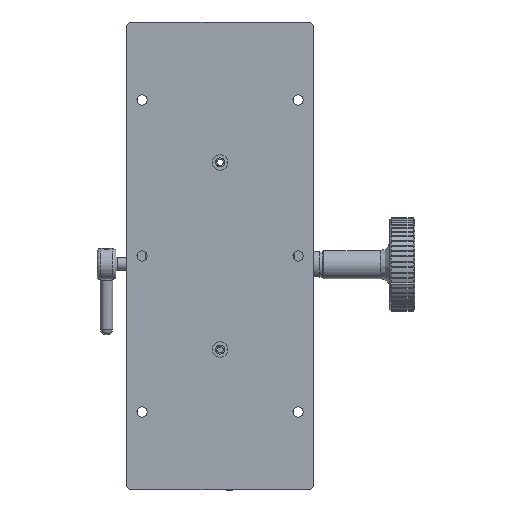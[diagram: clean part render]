
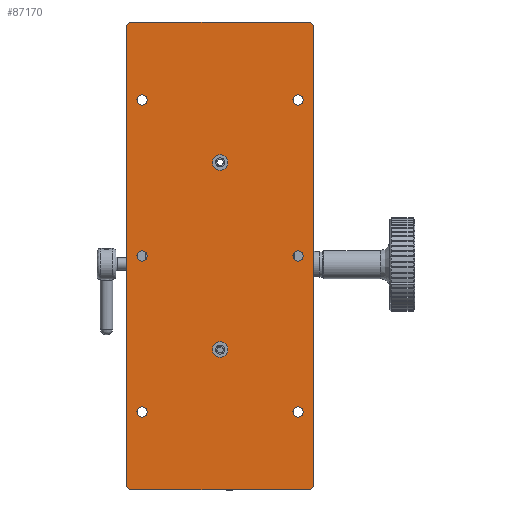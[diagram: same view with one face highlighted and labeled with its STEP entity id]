
A CAD part, front view. The second image highlights one B-rep face of the part: STEP entity #87170.
In plain terms, the highlighted planar face has unit normal (0, -1, 0).
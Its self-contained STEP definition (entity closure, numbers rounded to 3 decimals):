
#103 = CARTESIAN_POINT ( 'NONE',  ( 35.502, 57.103, 13.823 ) ) ;
#255 = DIRECTION ( 'NONE',  ( -1., 0., 0. ) ) ;
#374 = LINE ( 'NONE', #31070, #55233 ) ;
#974 = AXIS2_PLACEMENT_3D ( 'NONE', #34827, #3118, #34335 ) ;
#2333 = VERTEX_POINT ( 'NONE', #95917 ) ;
#2796 = EDGE_LOOP ( 'NONE', ( #41525 ) ) ;
#3118 = DIRECTION ( 'NONE',  ( 0., -1., 0. ) ) ;
#4709 = AXIS2_PLACEMENT_3D ( 'NONE', #36064, #21696, #84100 ) ;
#5353 = EDGE_LOOP ( 'NONE', ( #34845 ) ) ;
#5745 = EDGE_CURVE ( 'NONE', #76038, #26980, #7831, .T. ) ;
#6803 = EDGE_CURVE ( 'NONE', #79972, #76038, #19048, .T. ) ;
#7523 = FACE_BOUND ( 'NONE', #71891, .T. ) ;
#7831 = LINE ( 'NONE', #87122, #94412 ) ;
#7907 = VECTOR ( 'NONE', #38108, 1000. ) ;
#8007 = CIRCLE ( 'NONE', #21070, 2.5 ) ;
#10017 = VERTEX_POINT ( 'NONE', #35039 ) ;
#15128 = DIRECTION ( 'NONE',  ( -1., 0., 0. ) ) ;
#15218 = FACE_BOUND ( 'NONE', #29113, .T. ) ;
#16162 = AXIS2_PLACEMENT_3D ( 'NONE', #71362, #93852, #15128 ) ;
#16332 = CARTESIAN_POINT ( 'NONE',  ( 64.502, 57.103, 58.823 ) ) ;
#17340 = DIRECTION ( 'NONE',  ( 0., -1., 0. ) ) ;
#19048 = LINE ( 'NONE', #43089, #89536 ) ;
#19937 = ORIENTED_EDGE ( 'NONE', *, *, #76616, .F. ) ;
#20476 = LINE ( 'NONE', #58853, #95595 ) ;
#21070 = AXIS2_PLACEMENT_3D ( 'NONE', #16332, #17340, #85397 ) ;
#21571 = VERTEX_POINT ( 'NONE', #91661 ) ;
#21696 = DIRECTION ( 'NONE',  ( 0., -1., 0. ) ) ;
#23080 = CARTESIAN_POINT ( 'NONE',  ( 37.852, 57.103, 138.823 ) ) ;
#23084 = EDGE_LOOP ( 'NONE', ( #49760 ) ) ;
#24834 = DIRECTION ( 'NONE',  ( 0., 0., -1. ) ) ;
#26160 = ORIENTED_EDGE ( 'NONE', *, *, #71462, .F. ) ;
#26980 = VERTEX_POINT ( 'NONE', #74937 ) ;
#27550 = CIRCLE ( 'NONE', #38955, 1.65 ) ;
#29113 = EDGE_LOOP ( 'NONE', ( #58450 ) ) ;
#31070 = CARTESIAN_POINT ( 'NONE',  ( 35.502, 57.103, 163.823 ) ) ;
#31739 = DIRECTION ( 'NONE',  ( -1., 0., 0. ) ) ;
#31873 = DIRECTION ( 'NONE',  ( -0.707, 0., 0.707 ) ) ;
#32979 = CARTESIAN_POINT ( 'NONE',  ( 89.502, 57.103, 138.823 ) ) ;
#33935 = EDGE_CURVE ( 'NONE', #2333, #2333, #40419, .T. ) ;
#34335 = DIRECTION ( 'NONE',  ( -1., 0., 0. ) ) ;
#34827 = CARTESIAN_POINT ( 'NONE',  ( 39.502, 57.103, 138.823 ) ) ;
#34845 = ORIENTED_EDGE ( 'NONE', *, *, #33935, .F. ) ;
#35039 = CARTESIAN_POINT ( 'NONE',  ( 94.502, 57.103, 162.823 ) ) ;
#36064 = CARTESIAN_POINT ( 'NONE',  ( 39.502, 57.103, 38.823 ) ) ;
#36916 = VERTEX_POINT ( 'NONE', #38423 ) ;
#37754 = ORIENTED_EDGE ( 'NONE', *, *, #5745, .F. ) ;
#38108 = DIRECTION ( 'NONE',  ( -0.707, 0., -0.707 ) ) ;
#38423 = CARTESIAN_POINT ( 'NONE',  ( 87.852, 57.103, 38.823 ) ) ;
#38729 = FACE_BOUND ( 'NONE', #5353, .T. ) ;
#38955 = AXIS2_PLACEMENT_3D ( 'NONE', #32979, #70331, #255 ) ;
#39155 = CIRCLE ( 'NONE', #63619, 1.65 ) ;
#39250 = PLANE ( 'NONE',  #78110 ) ;
#40419 = CIRCLE ( 'NONE', #4709, 1.65 ) ;
#40489 = DIRECTION ( 'NONE',  ( 0., 0., 1. ) ) ;
#41525 = ORIENTED_EDGE ( 'NONE', *, *, #76999, .F. ) ;
#41564 = DIRECTION ( 'NONE',  ( 0., -1., 0. ) ) ;
#41763 = DIRECTION ( 'NONE',  ( -1., 0., 0. ) ) ;
#43089 = CARTESIAN_POINT ( 'NONE',  ( 94.502, 57.103, 13.823 ) ) ;
#43399 = EDGE_CURVE ( 'NONE', #10017, #62697, #69878, .T. ) ;
#43512 = DIRECTION ( 'NONE',  ( 1., 0., 0. ) ) ;
#44303 = LINE ( 'NONE', #77005, #7907 ) ;
#46412 = FACE_BOUND ( 'NONE', #92394, .T. ) ;
#46655 = CIRCLE ( 'NONE', #974, 1.65 ) ;
#46764 = CARTESIAN_POINT ( 'NONE',  ( 93.502, 57.103, 163.823 ) ) ;
#48886 = AXIS2_PLACEMENT_3D ( 'NONE', #88629, #41564, #49737 ) ;
#49737 = DIRECTION ( 'NONE',  ( -1., 0., 0. ) ) ;
#49760 = ORIENTED_EDGE ( 'NONE', *, *, #91532, .F. ) ;
#50578 = DIRECTION ( 'NONE',  ( 0., -1., 0. ) ) ;
#50838 = EDGE_CURVE ( 'NONE', #88276, #88276, #60263, .T. ) ;
#51151 = CARTESIAN_POINT ( 'NONE',  ( 67.002, 57.103, 58.823 ) ) ;
#51886 = VECTOR ( 'NONE', #64355, 1000. ) ;
#53135 = EDGE_LOOP ( 'NONE', ( #94659, #61042, #62073, #19937, #58289, #53592, #37754, #89011 ) ) ;
#53360 = EDGE_CURVE ( 'NONE', #21571, #21571, #73423, .T. ) ;
#53592 = ORIENTED_EDGE ( 'NONE', *, *, #60782, .F. ) ;
#54086 = FACE_OUTER_BOUND ( 'NONE', #53135, .T. ) ;
#54548 = ORIENTED_EDGE ( 'NONE', *, *, #56438, .F. ) ;
#54779 = CARTESIAN_POINT ( 'NONE',  ( 67.002, 57.103, 118.823 ) ) ;
#55147 = EDGE_LOOP ( 'NONE', ( #26160 ) ) ;
#55233 = VECTOR ( 'NONE', #63255, 1000. ) ;
#55828 = LINE ( 'NONE', #94704, #83414 ) ;
#56438 = EDGE_CURVE ( 'NONE', #36916, #36916, #39155, .T. ) ;
#58289 = ORIENTED_EDGE ( 'NONE', *, *, #87067, .T. ) ;
#58450 = ORIENTED_EDGE ( 'NONE', *, *, #50838, .F. ) ;
#58853 = CARTESIAN_POINT ( 'NONE',  ( 94.502, 57.103, 163.823 ) ) ;
#59168 = ORIENTED_EDGE ( 'NONE', *, *, #65409, .F. ) ;
#60263 = CIRCLE ( 'NONE', #16162, 1.65 ) ;
#60782 = EDGE_CURVE ( 'NONE', #26980, #70079, #55828, .T. ) ;
#61042 = ORIENTED_EDGE ( 'NONE', *, *, #43399, .F. ) ;
#62073 = ORIENTED_EDGE ( 'NONE', *, *, #100862, .T. ) ;
#62263 = FACE_BOUND ( 'NONE', #100164, .T. ) ;
#62697 = VERTEX_POINT ( 'NONE', #82888 ) ;
#63255 = DIRECTION ( 'NONE',  ( -0.707, 0., -0.707 ) ) ;
#63338 = VECTOR ( 'NONE', #24834, 1000. ) ;
#63619 = AXIS2_PLACEMENT_3D ( 'NONE', #100775, #85961, #31739 ) ;
#64355 = DIRECTION ( 'NONE',  ( -0.707, 0., 0.707 ) ) ;
#64491 = EDGE_CURVE ( 'NONE', #62697, #79972, #44303, .T. ) ;
#65409 = EDGE_CURVE ( 'NONE', #99316, #99316, #27550, .T. ) ;
#68120 = CARTESIAN_POINT ( 'NONE',  ( 37.852, 57.103, 88.823 ) ) ;
#69878 = LINE ( 'NONE', #95417, #63338 ) ;
#69938 = FACE_BOUND ( 'NONE', #2796, .T. ) ;
#70079 = VERTEX_POINT ( 'NONE', #72842 ) ;
#70331 = DIRECTION ( 'NONE',  ( 0., -1., 0. ) ) ;
#71362 = CARTESIAN_POINT ( 'NONE',  ( 39.502, 57.103, 88.823 ) ) ;
#71462 = EDGE_CURVE ( 'NONE', #72192, #72192, #94678, .T. ) ;
#71891 = EDGE_LOOP ( 'NONE', ( #54548 ) ) ;
#72054 = CARTESIAN_POINT ( 'NONE',  ( 93.502, 57.103, 163.823 ) ) ;
#72192 = VERTEX_POINT ( 'NONE', #54779 ) ;
#72842 = CARTESIAN_POINT ( 'NONE',  ( 34.502, 57.103, 162.823 ) ) ;
#73423 = CIRCLE ( 'NONE', #48886, 1.65 ) ;
#73619 = DIRECTION ( 'NONE',  ( 1., 0., 0. ) ) ;
#74937 = CARTESIAN_POINT ( 'NONE',  ( 34.502, 57.103, 14.823 ) ) ;
#76038 = VERTEX_POINT ( 'NONE', #103 ) ;
#76616 = EDGE_CURVE ( 'NONE', #97807, #93651, #20476, .T. ) ;
#76728 = AXIS2_PLACEMENT_3D ( 'NONE', #97110, #50578, #73619 ) ;
#76999 = EDGE_CURVE ( 'NONE', #87522, #87522, #46655, .T. ) ;
#77005 = CARTESIAN_POINT ( 'NONE',  ( 94.502, 57.103, 14.823 ) ) ;
#78110 = AXIS2_PLACEMENT_3D ( 'NONE', #78117, #89316, #41763 ) ;
#78117 = CARTESIAN_POINT ( 'NONE',  ( 94.502, 57.103, 163.823 ) ) ;
#79720 = LINE ( 'NONE', #72054, #51886 ) ;
#79972 = VERTEX_POINT ( 'NONE', #80640 ) ;
#80640 = CARTESIAN_POINT ( 'NONE',  ( 93.502, 57.103, 13.823 ) ) ;
#82888 = CARTESIAN_POINT ( 'NONE',  ( 94.502, 57.103, 14.823 ) ) ;
#83414 = VECTOR ( 'NONE', #40489, 1000. ) ;
#84100 = DIRECTION ( 'NONE',  ( -1., 0., 0. ) ) ;
#84982 = CARTESIAN_POINT ( 'NONE',  ( 87.852, 57.103, 138.823 ) ) ;
#85293 = FACE_BOUND ( 'NONE', #55147, .T. ) ;
#85397 = DIRECTION ( 'NONE',  ( 1., 0., 0. ) ) ;
#85961 = DIRECTION ( 'NONE',  ( 0., -1., 0. ) ) ;
#87067 = EDGE_CURVE ( 'NONE', #97807, #70079, #374, .T. ) ;
#87122 = CARTESIAN_POINT ( 'NONE',  ( 34.502, 57.103, 14.823 ) ) ;
#87170 = ADVANCED_FACE ( 'NONE', ( #54086, #85293, #101126, #15218, #62263, #46412, #7523, #38729, #69938 ), #39250, .F. ) ;
#87522 = VERTEX_POINT ( 'NONE', #23080 ) ;
#88030 = VERTEX_POINT ( 'NONE', #51151 ) ;
#88276 = VERTEX_POINT ( 'NONE', #68120 ) ;
#88629 = CARTESIAN_POINT ( 'NONE',  ( 89.502, 57.103, 88.823 ) ) ;
#89011 = ORIENTED_EDGE ( 'NONE', *, *, #6803, .F. ) ;
#89316 = DIRECTION ( 'NONE',  ( 0., 1., 0. ) ) ;
#89536 = VECTOR ( 'NONE', #90649, 1000. ) ;
#90649 = DIRECTION ( 'NONE',  ( -1., 0., 0. ) ) ;
#91532 = EDGE_CURVE ( 'NONE', #88030, #88030, #8007, .T. ) ;
#91661 = CARTESIAN_POINT ( 'NONE',  ( 87.852, 57.103, 88.823 ) ) ;
#92394 = EDGE_LOOP ( 'NONE', ( #59168 ) ) ;
#93651 = VERTEX_POINT ( 'NONE', #46764 ) ;
#93852 = DIRECTION ( 'NONE',  ( 0., -1., 0. ) ) ;
#93860 = CARTESIAN_POINT ( 'NONE',  ( 35.502, 57.103, 163.823 ) ) ;
#94412 = VECTOR ( 'NONE', #31873, 1000. ) ;
#94659 = ORIENTED_EDGE ( 'NONE', *, *, #64491, .F. ) ;
#94678 = CIRCLE ( 'NONE', #76728, 2.5 ) ;
#94704 = CARTESIAN_POINT ( 'NONE',  ( 34.502, 57.103, 163.823 ) ) ;
#95417 = CARTESIAN_POINT ( 'NONE',  ( 94.502, 57.103, 163.823 ) ) ;
#95595 = VECTOR ( 'NONE', #43512, 1000. ) ;
#95917 = CARTESIAN_POINT ( 'NONE',  ( 37.852, 57.103, 38.823 ) ) ;
#97110 = CARTESIAN_POINT ( 'NONE',  ( 64.502, 57.103, 118.823 ) ) ;
#97807 = VERTEX_POINT ( 'NONE', #93860 ) ;
#98257 = ORIENTED_EDGE ( 'NONE', *, *, #53360, .F. ) ;
#99316 = VERTEX_POINT ( 'NONE', #84982 ) ;
#100164 = EDGE_LOOP ( 'NONE', ( #98257 ) ) ;
#100775 = CARTESIAN_POINT ( 'NONE',  ( 89.502, 57.103, 38.823 ) ) ;
#100862 = EDGE_CURVE ( 'NONE', #10017, #93651, #79720, .T. ) ;
#101126 = FACE_BOUND ( 'NONE', #23084, .T. ) ;
